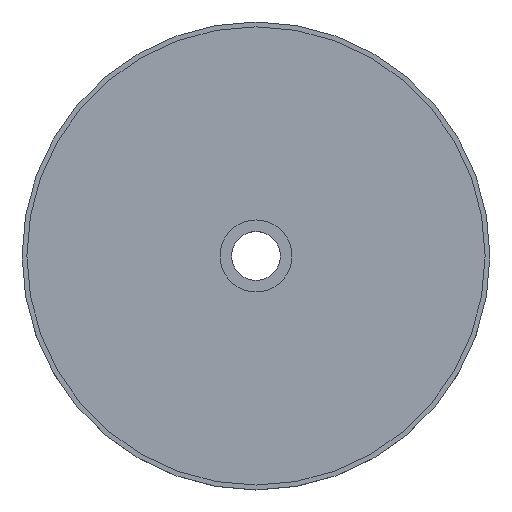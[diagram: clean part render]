
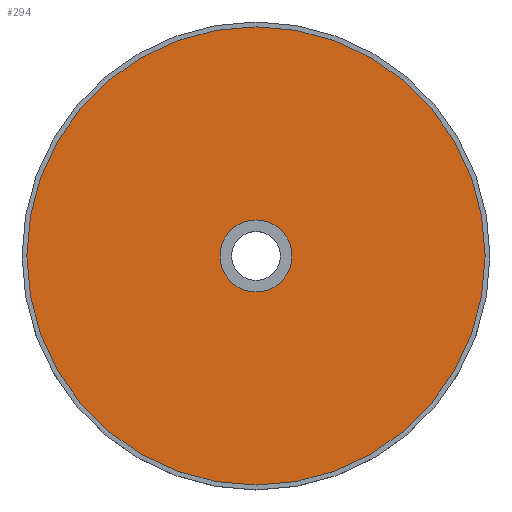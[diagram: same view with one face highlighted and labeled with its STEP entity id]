
A CAD part, top view. The second image highlights one B-rep face of the part: STEP entity #294.
In plain terms, the highlighted planar face has unit normal (0, 0, 1).
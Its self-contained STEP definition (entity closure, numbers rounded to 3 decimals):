
#85=CARTESIAN_POINT('',(0.,0.,7.05));
#86=DIRECTION('',(0.,0.,1.));
#87=DIRECTION('',(1.,0.,0.));
#88=AXIS2_PLACEMENT_3D('',#85,#86,#87);
#90=CARTESIAN_POINT('',(0.,0.,7.05));
#91=DIRECTION('',(0.,0.,1.));
#92=DIRECTION('',(-1.,0.,0.));
#93=AXIS2_PLACEMENT_3D('',#90,#91,#92);
#95=CARTESIAN_POINT('',(0.,0.,7.05));
#96=DIRECTION('',(0.,0.,-1.));
#97=DIRECTION('',(1.,0.,0.));
#98=AXIS2_PLACEMENT_3D('',#95,#96,#97);
#100=CARTESIAN_POINT('',(0.,0.,7.05));
#101=DIRECTION('',(0.,0.,-1.));
#102=DIRECTION('',(-1.,0.,0.));
#103=AXIS2_PLACEMENT_3D('',#100,#101,#102);
#129=CARTESIAN_POINT('',(29.625,0.,7.05));
#130=CARTESIAN_POINT('',(-29.625,0.,7.05));
#131=VERTEX_POINT('',#129);
#132=VERTEX_POINT('',#130);
#133=CARTESIAN_POINT('',(4.65,0.,7.05));
#134=CARTESIAN_POINT('',(-4.65,0.,7.05));
#135=VERTEX_POINT('',#133);
#136=VERTEX_POINT('',#134);
#279=CARTESIAN_POINT('',(0.,0.,7.05));
#280=DIRECTION('',(0.,0.,1.));
#281=DIRECTION('',(1.,0.,0.));
#282=AXIS2_PLACEMENT_3D('',#279,#280,#281);
#283=PLANE('',#282);
#284=ORIENTED_EDGE('',*,*,#259,.F.);
#285=ORIENTED_EDGE('',*,*,#273,.F.);
#286=EDGE_LOOP('',(#284,#285));
#287=FACE_OUTER_BOUND('',#286,.F.);
#289=ORIENTED_EDGE('',*,*,#288,.F.);
#291=ORIENTED_EDGE('',*,*,#290,.F.);
#292=EDGE_LOOP('',(#289,#291));
#293=FACE_BOUND('',#292,.F.);
#294=ADVANCED_FACE('',(#287,#293),#283,.T.);
#89=CIRCLE('',#88,29.625);
#94=CIRCLE('',#93,29.625);
#99=CIRCLE('',#98,4.65);
#104=CIRCLE('',#103,4.65);
#259=EDGE_CURVE('',#131,#132,#89,.T.);
#273=EDGE_CURVE('',#132,#131,#94,.T.);
#288=EDGE_CURVE('',#135,#136,#99,.T.);
#290=EDGE_CURVE('',#136,#135,#104,.T.);
